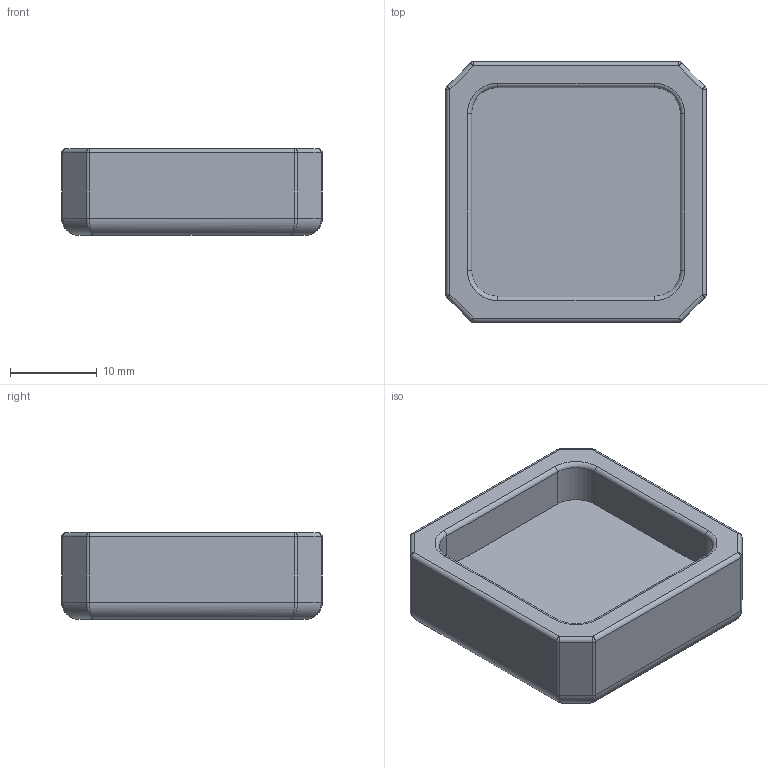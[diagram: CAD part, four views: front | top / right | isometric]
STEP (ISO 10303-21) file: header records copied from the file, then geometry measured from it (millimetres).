
FILE_DESCRIPTION (( 'STEP AP214' ), '1' );
FILE_NAME ('plaque inf.corrigé.STEP', '2015-12-07T20:24:36', ( '' ), ( '' ), 'SwSTEP 2.0', 'SolidWorks 2015', '' );
FILE_SCHEMA (( 'AUTOMOTIVE_DESIGN' ));
Length unit declared in the file: millimetre
Products named in the file (1): plaque inf.corrigé
Bounding box: 30 x 30 x 10 mm (x, y, z)
Volume: 5872.9 mm3; surface area: 3203.7 mm2
Topology: 1 solids, 1 shells, 67 faces, 148 edges, 72 vertices
Faces by surface type: cylinder 32, plane 15, bspline 8, sphere 8, torus 4
Entity records: 1928 total; most frequent: CARTESIAN_POINT 556, DIRECTION 292, ORIENTED_EDGE 272, EDGE_CURVE 136, AXIS2_PLACEMENT_3D 112, VERTEX_POINT 72, EDGE_LOOP 68, VECTOR 68
